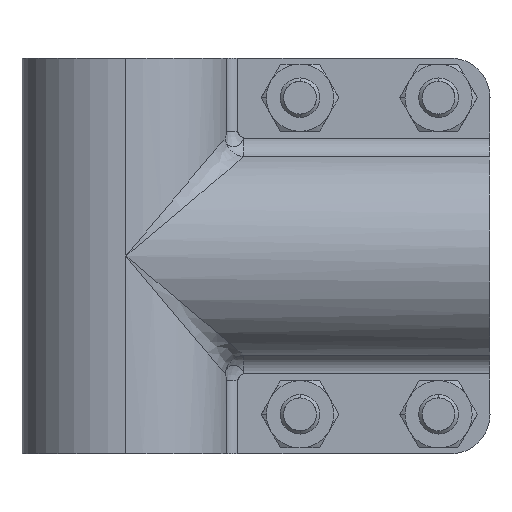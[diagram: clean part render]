
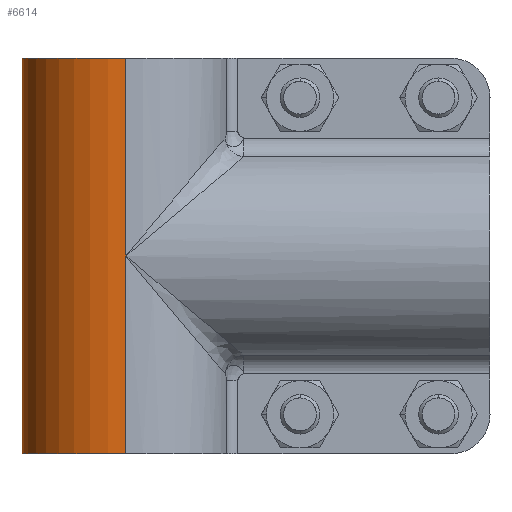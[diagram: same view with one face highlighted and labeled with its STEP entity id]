
A CAD part, left-side view. The second image highlights one B-rep face of the part: STEP entity #6614.
In plain terms, the highlighted cylindrical face has radius 26.25 mm (diameter 52.5 mm), a partial arc.
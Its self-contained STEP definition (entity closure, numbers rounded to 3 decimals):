
#113 = DIRECTION ( 'NONE',  ( -1., 0., 0. ) ) ;
#228 = DIRECTION ( 'NONE',  ( 0., 0., -1. ) ) ;
#1290 = EDGE_LOOP ( 'NONE', ( #6371, #11526, #2530, #11105, #5553 ) ) ;
#1556 = CIRCLE ( 'NONE', #8197, 26.25 ) ;
#1618 = CARTESIAN_POINT ( 'NONE',  ( 0., 0., 50. ) ) ;
#1630 = DIRECTION ( 'NONE',  ( -1., 0., 0. ) ) ;
#1744 = VERTEX_POINT ( 'NONE', #6830 ) ;
#1748 = LINE ( 'NONE', #5346, #6573 ) ;
#2083 = VERTEX_POINT ( 'NONE', #7003 ) ;
#2373 = VECTOR ( 'NONE', #6717, 1000. ) ;
#2530 = ORIENTED_EDGE ( 'NONE', *, *, #8350, .F. ) ;
#2686 = DIRECTION ( 'NONE',  ( 0., 0., -1. ) ) ;
#2803 = VERTEX_POINT ( 'NONE', #3881 ) ;
#2996 = EDGE_CURVE ( 'NONE', #1744, #5278, #1748, .T. ) ;
#3881 = CARTESIAN_POINT ( 'NONE',  ( 0., 26.25, -50. ) ) ;
#4103 = CIRCLE ( 'NONE', #8092, 26.25 ) ;
#4517 = DIRECTION ( 'NONE',  ( 0., 0., -1. ) ) ;
#4629 = CARTESIAN_POINT ( 'NONE',  ( 0., 26.25, 0. ) ) ;
#4688 = CARTESIAN_POINT ( 'NONE',  ( 0., 0., 50. ) ) ;
#5278 = VERTEX_POINT ( 'NONE', #10446 ) ;
#5346 = CARTESIAN_POINT ( 'NONE',  ( -26.25, 0., 50. ) ) ;
#5553 = ORIENTED_EDGE ( 'NONE', *, *, #2996, .F. ) ;
#6059 = CARTESIAN_POINT ( 'NONE',  ( 0., 0., -50. ) ) ;
#6371 = ORIENTED_EDGE ( 'NONE', *, *, #8219, .F. ) ;
#6557 = CYLINDRICAL_SURFACE ( 'NONE', #7535, 26.25 ) ;
#6573 = VECTOR ( 'NONE', #8998, 1000. ) ;
#6614 = ADVANCED_FACE ( 'NONE', ( #10645 ), #6557, .T. ) ;
#6717 = DIRECTION ( 'NONE',  ( 0., 0., 1. ) ) ;
#6830 = CARTESIAN_POINT ( 'NONE',  ( -26.25, 0., 0. ) ) ;
#7003 = CARTESIAN_POINT ( 'NONE',  ( 0., 26.25, 50. ) ) ;
#7277 = LINE ( 'NONE', #4629, #2373 ) ;
#7535 = AXIS2_PLACEMENT_3D ( 'NONE', #4688, #228, #113 ) ;
#7885 = CARTESIAN_POINT ( 'NONE',  ( -26.25, 0., 50. ) ) ;
#7991 = CARTESIAN_POINT ( 'NONE',  ( -26.25, 0., 50. ) ) ;
#8071 = VECTOR ( 'NONE', #11505, 1000. ) ;
#8092 = AXIS2_PLACEMENT_3D ( 'NONE', #6059, #2686, #1630 ) ;
#8151 = DIRECTION ( 'NONE',  ( -1., 0., 0. ) ) ;
#8197 = AXIS2_PLACEMENT_3D ( 'NONE', #1618, #4517, #8151 ) ;
#8219 = EDGE_CURVE ( 'NONE', #9158, #1744, #9726, .T. ) ;
#8350 = EDGE_CURVE ( 'NONE', #2803, #2083, #7277, .T. ) ;
#8638 = EDGE_CURVE ( 'NONE', #5278, #2803, #4103, .T. ) ;
#8998 = DIRECTION ( 'NONE',  ( 0., 0., -1. ) ) ;
#9158 = VERTEX_POINT ( 'NONE', #7991 ) ;
#9726 = LINE ( 'NONE', #7885, #8071 ) ;
#10446 = CARTESIAN_POINT ( 'NONE',  ( -26.25, 0., -50. ) ) ;
#10645 = FACE_OUTER_BOUND ( 'NONE', #1290, .T. ) ;
#11105 = ORIENTED_EDGE ( 'NONE', *, *, #8638, .F. ) ;
#11448 = EDGE_CURVE ( 'NONE', #9158, #2083, #1556, .T. ) ;
#11505 = DIRECTION ( 'NONE',  ( 0., 0., -1. ) ) ;
#11526 = ORIENTED_EDGE ( 'NONE', *, *, #11448, .T. ) ;
